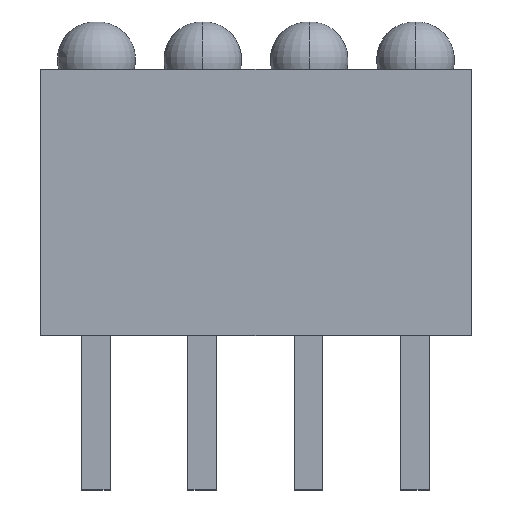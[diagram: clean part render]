
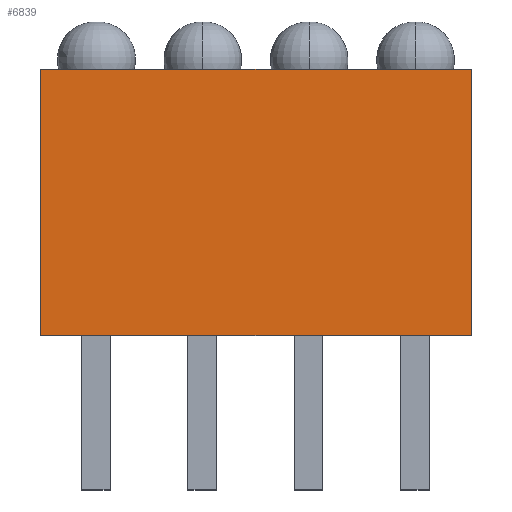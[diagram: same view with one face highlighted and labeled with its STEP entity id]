
A CAD part, top view. The second image highlights one B-rep face of the part: STEP entity #6839.
In plain terms, the highlighted planar face has unit normal (0, 0, 1).
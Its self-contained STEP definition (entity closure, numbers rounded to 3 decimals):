
#189 = VECTOR ( 'NONE', #10376, 1000. ) ;
#191 = VECTOR ( 'NONE', #10382, 1000. ) ;
#192 = VECTOR ( 'NONE', #10385, 1000. ) ;
#2278 = PLANE ( 'NONE',  #8467 ) ;
#2279 = CARTESIAN_POINT ( 'NONE',  ( -10.171, 3.175, 3.885 ) ) ;
#2280 = DIRECTION ( 'NONE',  ( 0., 0., -1. ) ) ;
#2281 = DIRECTION ( 'NONE',  ( -1., 0., 0. ) ) ;
#2790 = VECTOR ( 'NONE', #10572, 1000. ) ;
#3780 = EDGE_LOOP ( 'NONE', ( #12438, #12439, #12437, #12440 ) ) ;
#5039 = EDGE_CURVE ( 'NONE', #12057, #11974, #10374, .T. ) ;
#5041 = EDGE_CURVE ( 'NONE', #12058, #11973, #10380, .T. ) ;
#5042 = EDGE_CURVE ( 'NONE', #12057, #12058, #10383, .T. ) ;
#5091 = EDGE_CURVE ( 'NONE', #11974, #11973, #10570, .T. ) ;
#6839 = ADVANCED_FACE ( 'NONE', ( #8461 ), #2278, .F. ) ;
#8461 = FACE_OUTER_BOUND ( 'NONE', #3780, .T. ) ;
#8467 = AXIS2_PLACEMENT_3D ( 'NONE', #2279, #2280, #2281 ) ;
#10374 = LINE ( 'NONE', #10375, #189 ) ;
#10375 = CARTESIAN_POINT ( 'NONE',  ( -5.145, 3.175, 3.885 ) ) ;
#10376 = DIRECTION ( 'NONE',  ( 0., -1., 0. ) ) ;
#10380 = LINE ( 'NONE', #10381, #191 ) ;
#10381 = CARTESIAN_POINT ( 'NONE',  ( 5.145, 3.175, 3.885 ) ) ;
#10382 = DIRECTION ( 'NONE',  ( 0., -1., 0. ) ) ;
#10383 = LINE ( 'NONE', #10384, #192 ) ;
#10384 = CARTESIAN_POINT ( 'NONE',  ( -10.171, 3.175, 3.885 ) ) ;
#10385 = DIRECTION ( 'NONE',  ( 1., 0., 0. ) ) ;
#10570 = LINE ( 'NONE', #10571, #2790 ) ;
#10571 = CARTESIAN_POINT ( 'NONE',  ( -10.171, -3.175, 3.885 ) ) ;
#10572 = DIRECTION ( 'NONE',  ( 1., 0., 0. ) ) ;
#11973 = VERTEX_POINT ( 'NONE', #13395 ) ;
#11974 = VERTEX_POINT ( 'NONE', #13396 ) ;
#12057 = VERTEX_POINT ( 'NONE', #13479 ) ;
#12058 = VERTEX_POINT ( 'NONE', #13480 ) ;
#12437 = ORIENTED_EDGE ( 'NONE', *, *, #5042, .F. ) ;
#12438 = ORIENTED_EDGE ( 'NONE', *, *, #5091, .T. ) ;
#12439 = ORIENTED_EDGE ( 'NONE', *, *, #5041, .F. ) ;
#12440 = ORIENTED_EDGE ( 'NONE', *, *, #5039, .T. ) ;
#13395 = CARTESIAN_POINT ( 'NONE',  ( 5.145, -3.175, 3.885 ) ) ;
#13396 = CARTESIAN_POINT ( 'NONE',  ( -5.145, -3.175, 3.885 ) ) ;
#13479 = CARTESIAN_POINT ( 'NONE',  ( -5.145, 3.175, 3.885 ) ) ;
#13480 = CARTESIAN_POINT ( 'NONE',  ( 5.145, 3.175, 3.885 ) ) ;
